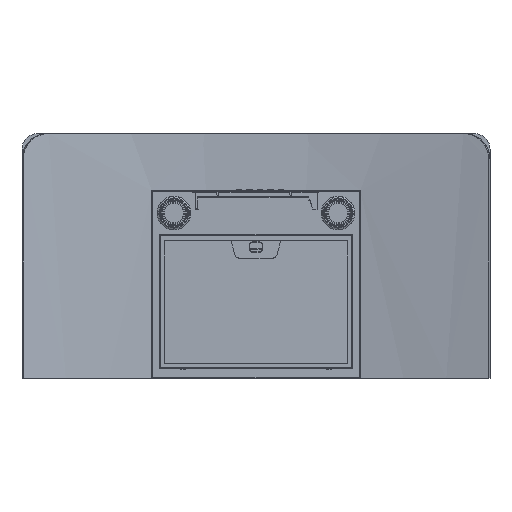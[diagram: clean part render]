
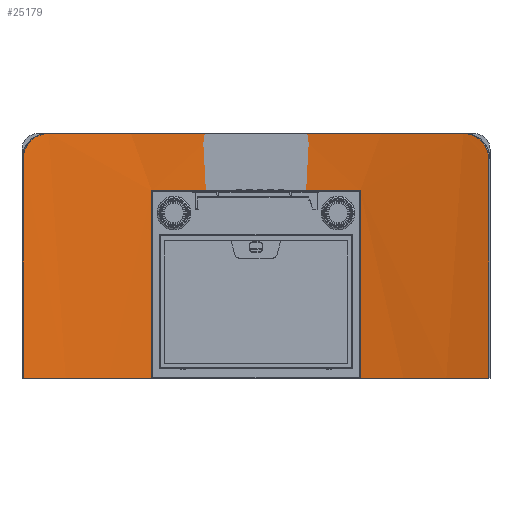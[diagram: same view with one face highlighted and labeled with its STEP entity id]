
A CAD part, front view. The second image highlights one B-rep face of the part: STEP entity #25179.
In plain terms, the highlighted cylindrical face has radius 1717 mm (diameter 3434 mm), a partial arc.
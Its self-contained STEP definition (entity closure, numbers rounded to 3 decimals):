
#23866=DIRECTION('',(0.,0.,1.));
#23867=VECTOR('',#23866,360.);
#23868=CARTESIAN_POINT('',(-200.,28.,-180.));
#23869=LINE('',#23868,#23867);
#23874=CARTESIAN_POINT('',(446.685,-19.433,240.));
#23875=CARTESIAN_POINT('',(446.685,-19.433,
243.713));
#23876=CARTESIAN_POINT('',(445.91,-19.224,
250.99));
#23877=CARTESIAN_POINT('',(442.261,-18.245,
261.867));
#23878=CARTESIAN_POINT('',(436.309,-16.668,
271.496));
#23879=CARTESIAN_POINT('',(428.752,-14.698,
279.256));
#23880=CARTESIAN_POINT('',(419.346,-12.297,
285.39));
#23881=CARTESIAN_POINT('',(408.639,-9.636,
289.185));
#23882=CARTESIAN_POINT('',(401.412,-7.889,290.));
#23883=CARTESIAN_POINT('',(397.712,-7.008,290.));
#23885=DIRECTION('',(0.,0.,1.));
#23886=VECTOR('',#23885,420.);
#23887=CARTESIAN_POINT('',(-446.685,-19.433,-180.));
#23888=LINE('',#23887,#23886);
#23889=CARTESIAN_POINT('',(-397.712,-7.008,290.));
#23890=CARTESIAN_POINT('',(-401.412,-7.889,290.));
#23891=CARTESIAN_POINT('',(-408.639,-9.636,
289.185));
#23892=CARTESIAN_POINT('',(-419.346,-12.297,
285.39));
#23893=CARTESIAN_POINT('',(-428.752,-14.698,
279.256));
#23894=CARTESIAN_POINT('',(-436.309,-16.668,
271.496));
#23895=CARTESIAN_POINT('',(-442.261,-18.245,
261.867));
#23896=CARTESIAN_POINT('',(-445.91,-19.224,
250.99));
#23897=CARTESIAN_POINT('',(-446.685,-19.433,
243.713));
#23898=CARTESIAN_POINT('',(-446.685,-19.433,240.));
#23994=CARTESIAN_POINT('',(0.,-1677.312,-180.));
#23995=DIRECTION('',(0.,0.,-1.));
#23996=DIRECTION('',(-0.26,0.966,0.));
#23997=AXIS2_PLACEMENT_3D('',#23994,#23995,#23996);
#24003=CARTESIAN_POINT('',(0.,-1677.312,-180.));
#24004=DIRECTION('',(0.,0.,-1.));
#24005=DIRECTION('',(0.116,0.993,0.));
#24006=AXIS2_PLACEMENT_3D('',#24003,#24004,#24005);
#24225=CARTESIAN_POINT('',(0.,-1677.312,290.));
#24226=DIRECTION('',(0.,0.,-1.));
#24227=DIRECTION('',(-0.232,0.973,0.));
#24228=AXIS2_PLACEMENT_3D('',#24225,#24226,#24227);
#24239=DIRECTION('',(0.,0.,1.));
#24240=VECTOR('',#24239,360.);
#24241=CARTESIAN_POINT('',(200.,28.,-180.));
#24242=LINE('',#24241,#24240);
#24247=CARTESIAN_POINT('',(0.,-1677.312,180.));
#24248=DIRECTION('',(0.,0.,1.));
#24249=DIRECTION('',(0.116,0.993,0.));
#24250=AXIS2_PLACEMENT_3D('',#24247,#24248,#24249);
#24260=DIRECTION('',(0.,0.,1.));
#24261=VECTOR('',#24260,420.);
#24262=CARTESIAN_POINT('',(446.685,-19.433,-180.));
#24263=LINE('',#24262,#24261);
#24814=CARTESIAN_POINT('',(446.685,-19.433,-180.));
#24816=VERTEX_POINT('',#24814);
#24819=CARTESIAN_POINT('',(-446.685,-19.433,-180.));
#24821=VERTEX_POINT('',#24819);
#24822=CARTESIAN_POINT('',(-200.,28.,-180.));
#24823=CARTESIAN_POINT('',(-200.,28.,180.));
#24824=VERTEX_POINT('',#24822);
#24825=VERTEX_POINT('',#24823);
#24826=CARTESIAN_POINT('',(200.,28.,180.));
#24827=VERTEX_POINT('',#24826);
#24828=CARTESIAN_POINT('',(200.,28.,-180.));
#24829=VERTEX_POINT('',#24828);
#24852=CARTESIAN_POINT('',(446.685,-19.433,240.));
#24853=VERTEX_POINT('',#24852);
#24854=VERTEX_POINT('',#23883);
#24855=VERTEX_POINT('',#23889);
#24856=VERTEX_POINT('',#23898);
#25153=CARTESIAN_POINT('',(0.,-1677.312,-180.));
#25154=DIRECTION('',(0.,0.,1.));
#25155=DIRECTION('',(1.,0.,0.));
#25156=AXIS2_PLACEMENT_3D('',#25153,#25154,#25155);
#25157=CYLINDRICAL_SURFACE('',#25156,1717.);
#25159=ORIENTED_EDGE('',*,*,#25158,.F.);
#25161=ORIENTED_EDGE('',*,*,#25160,.F.);
#25163=ORIENTED_EDGE('',*,*,#25162,.F.);
#25165=ORIENTED_EDGE('',*,*,#25164,.T.);
#25167=ORIENTED_EDGE('',*,*,#25166,.T.);
#25168=ORIENTED_EDGE('',*,*,#25143,.F.);
#25170=ORIENTED_EDGE('',*,*,#25169,.F.);
#25172=ORIENTED_EDGE('',*,*,#25171,.T.);
#25174=ORIENTED_EDGE('',*,*,#25173,.F.);
#25176=ORIENTED_EDGE('',*,*,#25175,.T.);
#25177=EDGE_LOOP('',(#25159,#25161,#25163,#25165,#25167,#25168,#25170,#25172,
#25174,#25176));
#25178=FACE_OUTER_BOUND('',#25177,.F.);
#25179=ADVANCED_FACE('',(#25178),#25157,.F.);
#23884=B_SPLINE_CURVE_WITH_KNOTS('',3,(#23874,#23875,#23876,#23877,#23878,
#23879,#23880,#23881,#23882,#23883),.UNSPECIFIED.,.F.,.F.,(4,1,1,1,1,1,1,4),(
0.,0.143,0.286,0.429,0.571,
0.714,0.857,1.),.UNSPECIFIED.);
#23899=B_SPLINE_CURVE_WITH_KNOTS('',3,(#23889,#23890,#23891,#23892,#23893,
#23894,#23895,#23896,#23897,#23898),.UNSPECIFIED.,.F.,.F.,(4,1,1,1,1,1,1,4),(
0.,0.143,0.286,0.429,0.571,
0.714,0.857,1.),.UNSPECIFIED.);
#23998=CIRCLE('',#23997,1717.);
#24007=CIRCLE('',#24006,1717.);
#24229=CIRCLE('',#24228,1717.);
#24251=CIRCLE('',#24250,1717.);
#25143=EDGE_CURVE('',#24824,#24825,#23869,.T.);
#25158=EDGE_CURVE('',#24853,#24854,#23884,.T.);
#25160=EDGE_CURVE('',#24816,#24853,#24263,.T.);
#25162=EDGE_CURVE('',#24829,#24816,#24007,.T.);
#25164=EDGE_CURVE('',#24829,#24827,#24242,.T.);
#25166=EDGE_CURVE('',#24827,#24825,#24251,.T.);
#25169=EDGE_CURVE('',#24821,#24824,#23998,.T.);
#25171=EDGE_CURVE('',#24821,#24856,#23888,.T.);
#25173=EDGE_CURVE('',#24855,#24856,#23899,.T.);
#25175=EDGE_CURVE('',#24855,#24854,#24229,.T.);
